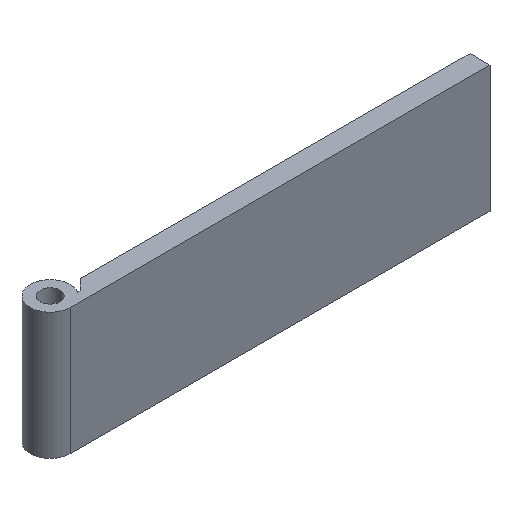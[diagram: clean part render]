
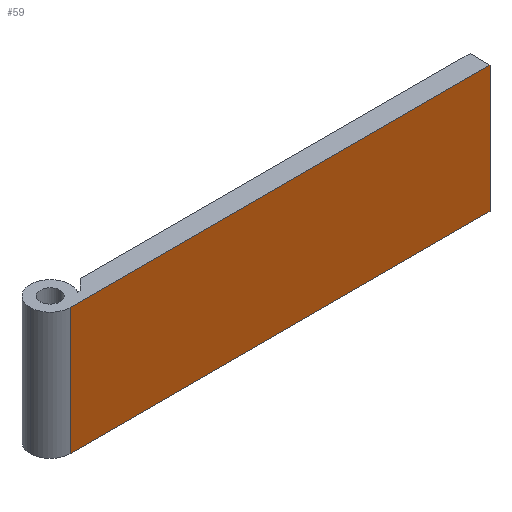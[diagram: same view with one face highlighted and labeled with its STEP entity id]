
A CAD part, isometric view. The second image highlights one B-rep face of the part: STEP entity #59.
In plain terms, the highlighted planar face has unit normal (0, -1, 0).
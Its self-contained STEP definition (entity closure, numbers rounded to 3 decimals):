
#5 = FACE_OUTER_BOUND ( 'NONE', #116, .T. ) ;
#14 = AXIS2_PLACEMENT_3D ( 'NONE', #178, #179, #180 ) ;
#51 = EDGE_CURVE ( 'NONE', #374, #137, #96, .T. ) ;
#59 = ADVANCED_FACE ( 'NONE', ( #5 ), #177, .F. ) ;
#65 = EDGE_CURVE ( 'NONE', #135, #379, #198, .T. ) ;
#70 = VECTOR ( 'NONE', #94, 1000. ) ;
#94 = DIRECTION ( 'NONE',  ( 0., 0., -1. ) ) ;
#95 = CARTESIAN_POINT ( 'NONE',  ( 126., -6., 19. ) ) ;
#96 = LINE ( 'NONE', #95, #70 ) ;
#116 = EDGE_LOOP ( 'NONE', ( #403, #424, #377, #431 ) ) ;
#135 = VERTEX_POINT ( 'NONE', #209 ) ;
#137 = VERTEX_POINT ( 'NONE', #219 ) ;
#139 = VECTOR ( 'NONE', #281, 1000. ) ;
#166 = VECTOR ( 'NONE', #252, 1000. ) ;
#177 = PLANE ( 'NONE',  #14 ) ;
#178 = CARTESIAN_POINT ( 'NONE',  ( 126., -6., 19. ) ) ;
#179 = DIRECTION ( 'NONE',  ( 0., 1., 0. ) ) ;
#180 = DIRECTION ( 'NONE',  ( -1., 0., 0. ) ) ;
#198 = LINE ( 'NONE', #199, #334 ) ;
#199 = CARTESIAN_POINT ( 'NONE',  ( 0., -6., 19. ) ) ;
#200 = DIRECTION ( 'NONE',  ( 0., 0., -1. ) ) ;
#209 = CARTESIAN_POINT ( 'NONE',  ( 0., -6., 19. ) ) ;
#219 = CARTESIAN_POINT ( 'NONE',  ( 126., -6., -19. ) ) ;
#250 = LINE ( 'NONE', #251, #166 ) ;
#251 = CARTESIAN_POINT ( 'NONE',  ( 126., -6., 19. ) ) ;
#252 = DIRECTION ( 'NONE',  ( 1., 0., 0. ) ) ;
#278 = CARTESIAN_POINT ( 'NONE',  ( 0., -6., -19. ) ) ;
#279 = LINE ( 'NONE', #280, #139 ) ;
#280 = CARTESIAN_POINT ( 'NONE',  ( 126., -6., -19. ) ) ;
#281 = DIRECTION ( 'NONE',  ( 1., 0., 0. ) ) ;
#283 = CARTESIAN_POINT ( 'NONE',  ( 126., -6., 19. ) ) ;
#334 = VECTOR ( 'NONE', #200, 1000. ) ;
#361 = EDGE_CURVE ( 'NONE', #135, #374, #250, .T. ) ;
#371 = EDGE_CURVE ( 'NONE', #379, #137, #279, .T. ) ;
#374 = VERTEX_POINT ( 'NONE', #283 ) ;
#377 = ORIENTED_EDGE ( 'NONE', *, *, #361, .F. ) ;
#379 = VERTEX_POINT ( 'NONE', #278 ) ;
#403 = ORIENTED_EDGE ( 'NONE', *, *, #371, .T. ) ;
#424 = ORIENTED_EDGE ( 'NONE', *, *, #51, .F. ) ;
#431 = ORIENTED_EDGE ( 'NONE', *, *, #65, .T. ) ;
